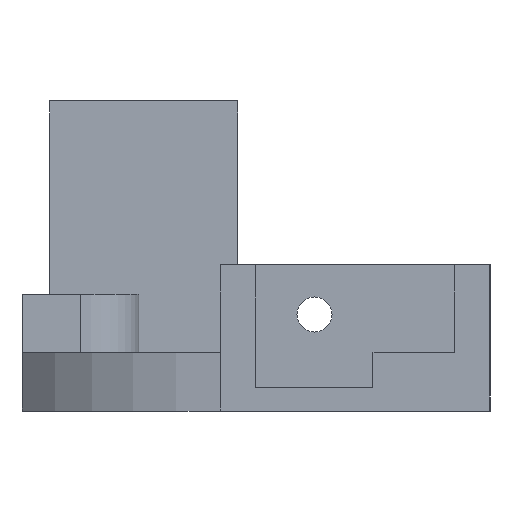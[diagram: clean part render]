
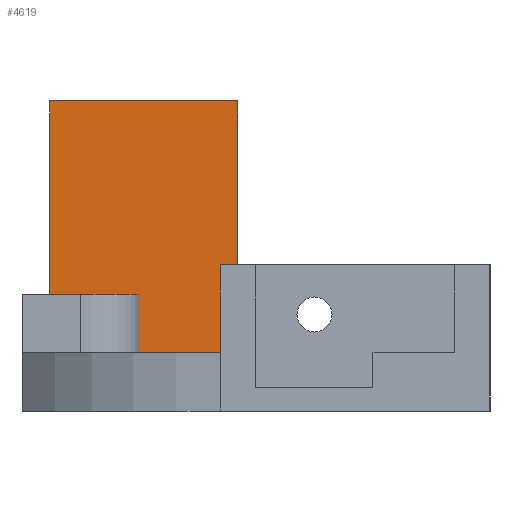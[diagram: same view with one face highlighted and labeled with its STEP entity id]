
A CAD part, left-side view. The second image highlights one B-rep face of the part: STEP entity #4619.
In plain terms, the highlighted planar face has unit normal (-1, 0, 0).
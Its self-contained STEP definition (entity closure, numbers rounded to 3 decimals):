
#183 = PLANE('',#184);
#184 = AXIS2_PLACEMENT_3D('',#185,#186,#187);
#185 = CARTESIAN_POINT('',(75.9,0.,10.));
#186 = DIRECTION('',(0.,0.,1.));
#187 = DIRECTION('',(1.,0.,0.));
#239 = PLANE('',#240);
#240 = AXIS2_PLACEMENT_3D('',#241,#242,#243);
#241 = CARTESIAN_POINT('',(-36.,75.29,53.));
#242 = DIRECTION('',(0.,0.,1.));
#243 = DIRECTION('',(1.,0.,0.));
#1673 = VERTEX_POINT('',#1674);
#1674 = CARTESIAN_POINT('',(-36.,43.152,10.));
#1688 = PLANE('',#1689);
#1689 = AXIS2_PLACEMENT_3D('',#1690,#1691,#1692);
#1690 = CARTESIAN_POINT('',(-24.,43.152,10.));
#1691 = DIRECTION('',(0.,-1.,0.));
#1692 = DIRECTION('',(-1.,0.,0.));
#1700 = EDGE_CURVE('',#1673,#1701,#1703,.T.);
#1701 = VERTEX_POINT('',#1702);
#1702 = CARTESIAN_POINT('',(-36.,75.29,10.));
#1703 = SURFACE_CURVE('',#1704,(#1708,#1715),.PCURVE_S1.);
#1704 = LINE('',#1705,#1706);
#1705 = CARTESIAN_POINT('',(-36.,43.152,10.));
#1706 = VECTOR('',#1707,1.);
#1707 = DIRECTION('',(0.,1.,0.));
#1708 = PCURVE('',#183,#1709);
#1709 = DEFINITIONAL_REPRESENTATION('',(#1710),#1714);
#1710 = LINE('',#1711,#1712);
#1711 = CARTESIAN_POINT('',(-111.9,43.152));
#1712 = VECTOR('',#1713,1.);
#1713 = DIRECTION('',(0.,1.));
#1714 = ( GEOMETRIC_REPRESENTATION_CONTEXT(2) 
PARAMETRIC_REPRESENTATION_CONTEXT() REPRESENTATION_CONTEXT('2D SPACE',''
  ) );
#1715 = PCURVE('',#1716,#1721);
#1716 = PLANE('',#1717);
#1717 = AXIS2_PLACEMENT_3D('',#1718,#1719,#1720);
#1718 = CARTESIAN_POINT('',(-36.,43.152,10.));
#1719 = DIRECTION('',(-1.,0.,0.));
#1720 = DIRECTION('',(0.,1.,0.));
#1721 = DEFINITIONAL_REPRESENTATION('',(#1722),#1726);
#1722 = LINE('',#1723,#1724);
#1723 = CARTESIAN_POINT('',(0.,0.));
#1724 = VECTOR('',#1725,1.);
#1725 = DIRECTION('',(1.,0.));
#1726 = ( GEOMETRIC_REPRESENTATION_CONTEXT(2) 
PARAMETRIC_REPRESENTATION_CONTEXT() REPRESENTATION_CONTEXT('2D SPACE',''
  ) );
#2337 = PLANE('',#2338);
#2338 = AXIS2_PLACEMENT_3D('',#2339,#2340,#2341);
#2339 = CARTESIAN_POINT('',(-36.,75.29,10.));
#2340 = DIRECTION('',(0.,-1.,0.));
#2341 = DIRECTION('',(0.,-0.,-1.));
#2376 = VERTEX_POINT('',#2377);
#2377 = CARTESIAN_POINT('',(-36.,75.29,53.));
#2398 = EDGE_CURVE('',#2399,#2376,#2401,.T.);
#2399 = VERTEX_POINT('',#2400);
#2400 = CARTESIAN_POINT('',(-36.,43.152,53.));
#2401 = SURFACE_CURVE('',#2402,(#2406,#2413),.PCURVE_S1.);
#2402 = LINE('',#2403,#2404);
#2403 = CARTESIAN_POINT('',(-36.,43.152,53.));
#2404 = VECTOR('',#2405,1.);
#2405 = DIRECTION('',(0.,1.,0.));
#2406 = PCURVE('',#239,#2407);
#2407 = DEFINITIONAL_REPRESENTATION('',(#2408),#2412);
#2408 = LINE('',#2409,#2410);
#2409 = CARTESIAN_POINT('',(0.,-32.138));
#2410 = VECTOR('',#2411,1.);
#2411 = DIRECTION('',(0.,1.));
#2412 = ( GEOMETRIC_REPRESENTATION_CONTEXT(2) 
PARAMETRIC_REPRESENTATION_CONTEXT() REPRESENTATION_CONTEXT('2D SPACE',''
  ) );
#2413 = PCURVE('',#1716,#2414);
#2414 = DEFINITIONAL_REPRESENTATION('',(#2415),#2419);
#2415 = LINE('',#2416,#2417);
#2416 = CARTESIAN_POINT('',(0.,-43.));
#2417 = VECTOR('',#2418,1.);
#2418 = DIRECTION('',(1.,0.));
#2419 = ( GEOMETRIC_REPRESENTATION_CONTEXT(2) 
PARAMETRIC_REPRESENTATION_CONTEXT() REPRESENTATION_CONTEXT('2D SPACE',''
  ) );
#4619 = ADVANCED_FACE('',(#4620),#1716,.T.);
#4620 = FACE_BOUND('',#4621,.T.);
#4621 = EDGE_LOOP('',(#4622,#4643,#4644,#4665));
#4622 = ORIENTED_EDGE('',*,*,#4623,.T.);
#4623 = EDGE_CURVE('',#1673,#2399,#4624,.T.);
#4624 = SURFACE_CURVE('',#4625,(#4629,#4636),.PCURVE_S1.);
#4625 = LINE('',#4626,#4627);
#4626 = CARTESIAN_POINT('',(-36.,43.152,10.));
#4627 = VECTOR('',#4628,1.);
#4628 = DIRECTION('',(0.,0.,1.));
#4629 = PCURVE('',#1716,#4630);
#4630 = DEFINITIONAL_REPRESENTATION('',(#4631),#4635);
#4631 = LINE('',#4632,#4633);
#4632 = CARTESIAN_POINT('',(0.,0.));
#4633 = VECTOR('',#4634,1.);
#4634 = DIRECTION('',(0.,-1.));
#4635 = ( GEOMETRIC_REPRESENTATION_CONTEXT(2) 
PARAMETRIC_REPRESENTATION_CONTEXT() REPRESENTATION_CONTEXT('2D SPACE',''
  ) );
#4636 = PCURVE('',#1688,#4637);
#4637 = DEFINITIONAL_REPRESENTATION('',(#4638),#4642);
#4638 = LINE('',#4639,#4640);
#4639 = CARTESIAN_POINT('',(12.,0.));
#4640 = VECTOR('',#4641,1.);
#4641 = DIRECTION('',(0.,-1.));
#4642 = ( GEOMETRIC_REPRESENTATION_CONTEXT(2) 
PARAMETRIC_REPRESENTATION_CONTEXT() REPRESENTATION_CONTEXT('2D SPACE',''
  ) );
#4643 = ORIENTED_EDGE('',*,*,#2398,.T.);
#4644 = ORIENTED_EDGE('',*,*,#4645,.F.);
#4645 = EDGE_CURVE('',#1701,#2376,#4646,.T.);
#4646 = SURFACE_CURVE('',#4647,(#4651,#4658),.PCURVE_S1.);
#4647 = LINE('',#4648,#4649);
#4648 = CARTESIAN_POINT('',(-36.,75.29,10.));
#4649 = VECTOR('',#4650,1.);
#4650 = DIRECTION('',(0.,0.,1.));
#4651 = PCURVE('',#1716,#4652);
#4652 = DEFINITIONAL_REPRESENTATION('',(#4653),#4657);
#4653 = LINE('',#4654,#4655);
#4654 = CARTESIAN_POINT('',(32.138,0.));
#4655 = VECTOR('',#4656,1.);
#4656 = DIRECTION('',(0.,-1.));
#4657 = ( GEOMETRIC_REPRESENTATION_CONTEXT(2) 
PARAMETRIC_REPRESENTATION_CONTEXT() REPRESENTATION_CONTEXT('2D SPACE',''
  ) );
#4658 = PCURVE('',#2337,#4659);
#4659 = DEFINITIONAL_REPRESENTATION('',(#4660),#4664);
#4660 = LINE('',#4661,#4662);
#4661 = CARTESIAN_POINT('',(0.,0.));
#4662 = VECTOR('',#4663,1.);
#4663 = DIRECTION('',(-1.,0.));
#4664 = ( GEOMETRIC_REPRESENTATION_CONTEXT(2) 
PARAMETRIC_REPRESENTATION_CONTEXT() REPRESENTATION_CONTEXT('2D SPACE',''
  ) );
#4665 = ORIENTED_EDGE('',*,*,#1700,.F.);
